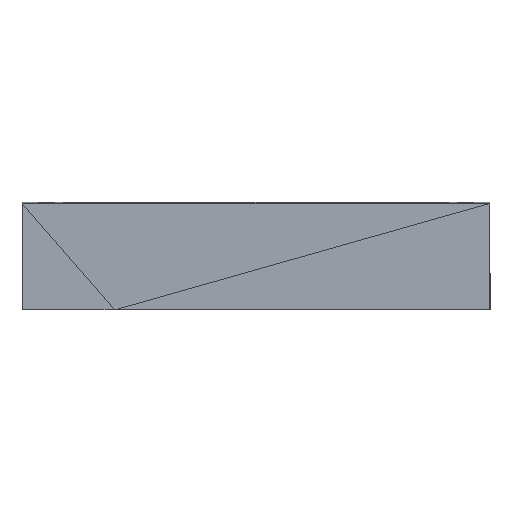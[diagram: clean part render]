
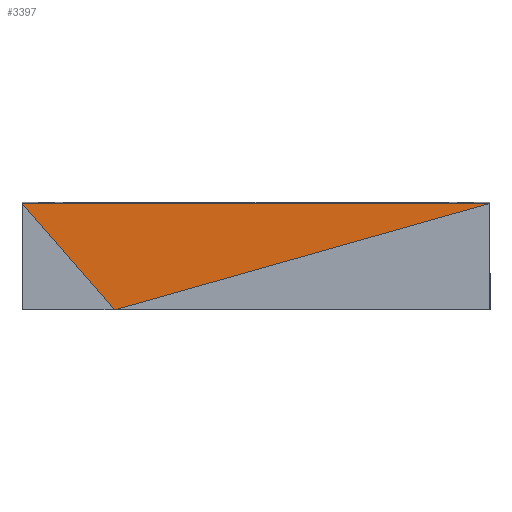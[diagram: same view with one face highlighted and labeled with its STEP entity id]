
A CAD part, left-side view. The second image highlights one B-rep face of the part: STEP entity #3397.
In plain terms, the highlighted planar face has unit normal (-1, 0, -0.003).
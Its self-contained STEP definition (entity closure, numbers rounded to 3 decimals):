
#188 = VERTEX_POINT('',#189);
#189 = CARTESIAN_POINT('',(-8.755,-8.401,
    -0.053));
#255 = EDGE_CURVE('',#256,#188,#258,.T.);
#256 = VERTEX_POINT('',#257);
#257 = CARTESIAN_POINT('',(-8.755,8.299,
    -0.053));
#258 = LINE('',#259,#260);
#259 = CARTESIAN_POINT('',(-8.755,8.299,
    -0.053));
#260 = VECTOR('',#261,1.);
#261 = DIRECTION('',(0.,-1.,0.));
#2169 = VERTEX_POINT('',#2170);
#2170 = CARTESIAN_POINT('',(-8.745,4.999,
    -3.853));
#3397 = ADVANCED_FACE('',(#3398),#3413,.T.);
#3398 = FACE_BOUND('',#3399,.T.);
#3399 = EDGE_LOOP('',(#3400,#3406,#3407));
#3400 = ORIENTED_EDGE('',*,*,#3401,.T.);
#3401 = EDGE_CURVE('',#2169,#188,#3402,.T.);
#3402 = LINE('',#3403,#3404);
#3403 = CARTESIAN_POINT('',(-8.745,4.999,
    -3.853));
#3404 = VECTOR('',#3405,1.);
#3405 = DIRECTION('',(-0.001,-0.962,0.273
    ));
#3406 = ORIENTED_EDGE('',*,*,#255,.F.);
#3407 = ORIENTED_EDGE('',*,*,#3408,.T.);
#3408 = EDGE_CURVE('',#256,#2169,#3409,.T.);
#3409 = LINE('',#3410,#3411);
#3410 = CARTESIAN_POINT('',(-8.755,8.299,
    -0.053));
#3411 = VECTOR('',#3412,1.);
#3412 = DIRECTION('',(0.002,-0.656,-0.755)
  );
#3413 = PLANE('',#3414);
#3414 = AXIS2_PLACEMENT_3D('',#3415,#3416,#3417);
#3415 = CARTESIAN_POINT('',(-8.752,0.25,
    -1.063));
#3416 = DIRECTION('',(-1.,0.,
    -0.003));
#3417 = DIRECTION('',(-0.003,0.,
    1.));
